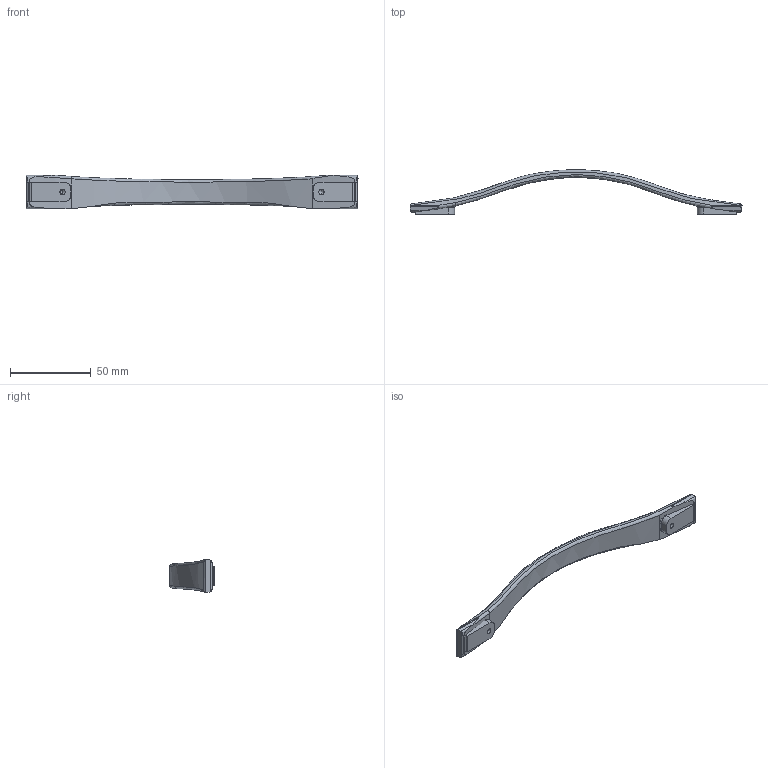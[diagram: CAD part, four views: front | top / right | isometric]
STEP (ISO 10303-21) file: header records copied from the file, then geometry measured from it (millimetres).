
FILE_DESCRIPTION (( 'STEP AP214' ), '1' );
FILE_NAME ('F002740,F002741,F002742,F002743_3D.step', '2022-07-07T08:14:00', ( '' ), ( '' ), 'SwSTEP 2.0', 'SolidWorks 2020', '' );
FILE_SCHEMA (( 'AUTOMOTIVE_DESIGN' ));
Length unit declared in the file: millimetre
Products named in the file (1): F002740,F002741,F002742,F002743_3D
Bounding box: 205.17 x 27.43 x 20.7 mm (x, y, z)
Volume: 19106.7 mm3; surface area: 10731.3 mm2
Topology: 3 solids, 3 shells, 87 faces, 230 edges, 146 vertices
Faces by surface type: plane 32, cylinder 23, bspline 22, torus 6, cone 4
Entity records: 5923 total; most frequent: CARTESIAN_POINT 3874, ORIENTED_EDGE 450, DIRECTION 309, EDGE_CURVE 225, VERTEX_POINT 146, AXIS2_PLACEMENT_3D 108, VECTOR 93, EDGE_LOOP 93
